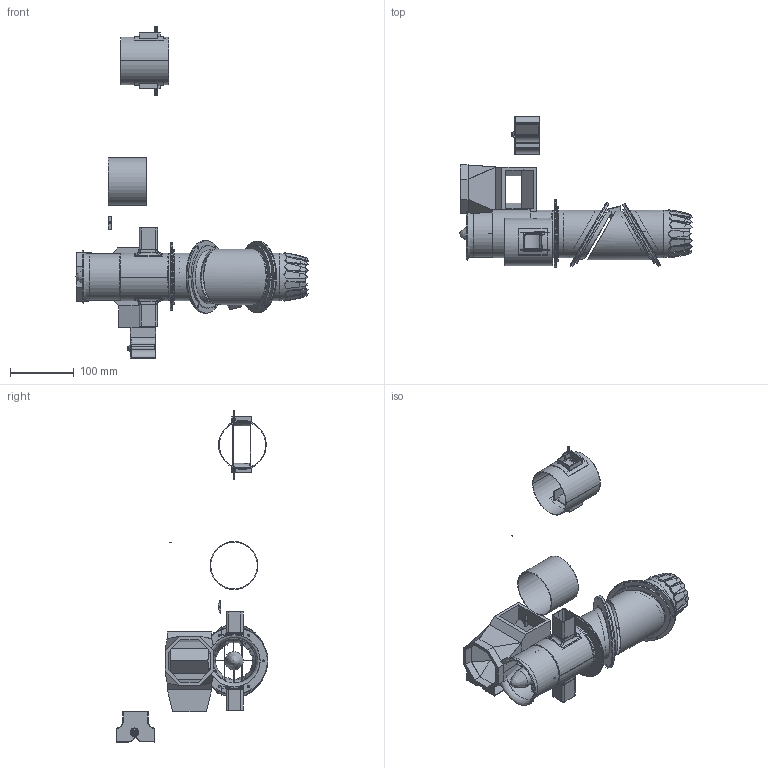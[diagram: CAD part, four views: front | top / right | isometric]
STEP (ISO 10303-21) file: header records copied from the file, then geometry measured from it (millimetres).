
FILE_DESCRIPTION(/* description */ (''),/* implementation_level */ '2;1');
FILE_NAME(/* name */ 'F35-B (VTOL Jet).step',/* time_stamp */ '2022-11-27T19:58:38+01:00',/* author */ (''),/* organization */ (''),/* preprocessor_version */ 'ST-DEVELOPER v19.2',/* originating_system */ 'Autodesk Translation Framework v11.17.0.187',/* authorisation */ '');
FILE_SCHEMA (('AUTOMOTIVE_DESIGN { 1 0 10303 214 3 1 1 }'));
Length unit declared in the file: millimetre
Products named in the file (12): (Non enregistré); EDF Unit (70mm); Connector from EDF to tube 1; tube 1 to bearing 1; bearing 1 to tube 2; tube 1; tube 2; tube 2 to bearing 2; bearing 2; bearing 2 to tube 3; tube 3; bearing 3
Assembly tree (11 placements, depth 2):
  (Non enregistré)
    EDF Unit (70mm)
    Connector from EDF to tube 1
    tube 1 to bearing 1
    bearing 1 to tube 2
    tube 1
    tube 2
    tube 2 to bearing 2
    bearing 2
    bearing 2 to tube 3
    tube 3
    bearing 3
Bounding box: 366.25 x 239.11 x 522.28 mm (x, y, z)
Volume: 525291.7 mm3; surface area: 505343.3 mm2
Topology: 31 solids, 31 shells, 1266 faces, 3588 edges, 2357 vertices
Faces by surface type: plane 854, cylinder 233, bspline 129, cone 35, torus 15
Full cylindrical faces by diameter (mm): 2.5 x15, 3 x36, 6 x1, 9 x1, 29 x1, 70 x3, 73 x2, 73.084 x1, 73.25 x1, 73.5 x2, 74 x1, 75.1 x2, 75.25 x1, 83.006 x1, 84 x1, 87 x1, 94.32 x2, 107 x2
Entity records: 50218 total; most frequent: CARTESIAN_POINT 17464, ORIENTED_EDGE 7162, DIRECTION 6171, EDGE_CURVE 3581, VERTEX_POINT 2357, LINE 2187, VECTOR 2187, AXIS2_PLACEMENT_3D 1992
